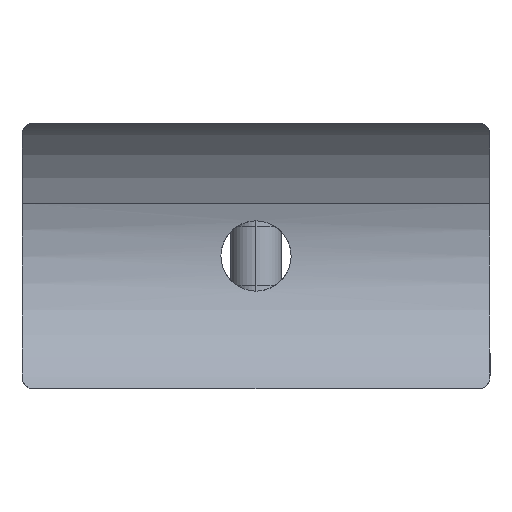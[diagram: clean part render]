
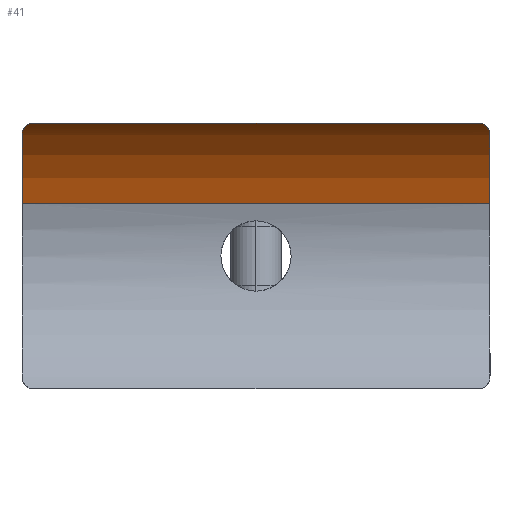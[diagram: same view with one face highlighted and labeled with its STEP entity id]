
A CAD part, left-side view. The second image highlights one B-rep face of the part: STEP entity #41.
In plain terms, the highlighted cylindrical face has radius 21.2 mm (diameter 42.4 mm), a partial arc.
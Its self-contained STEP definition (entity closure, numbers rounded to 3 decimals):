
#36 = EDGE_LOOP ( 'NONE', ( #3406, #1365, #3536, #640, #2226, #1760 ) ) ;
#41 = ADVANCED_FACE ( 'NONE', ( #1828 ), #2105, .F. ) ;
#63 = B_SPLINE_CURVE_WITH_KNOTS ( 'NONE', 3,
 ( #2937, #1266, #1248, #1788, #401, #2102, #1552, #2366, #2402, #1286, #101, #1825 ),
 .UNSPECIFIED., .F., .F.,
 ( 4, 2, 2, 2, 2, 4 ),
 ( 0., 0., 0.001, 0.001, 0.002, 0.003 ),
 .UNSPECIFIED. ) ;
#101 = CARTESIAN_POINT ( 'NONE',  ( -61.941, 30., 15.69 ) ) ;
#274 = CARTESIAN_POINT ( 'NONE',  ( -61.777, -30., 15.538 ) ) ;
#326 = CARTESIAN_POINT ( 'NONE',  ( -63.335, -29.247, 16.851 ) ) ;
#347 = CARTESIAN_POINT ( 'NONE',  ( -62.105, -29.978, 15.838 ) ) ;
#401 = CARTESIAN_POINT ( 'NONE',  ( -63.273, 29.323, 16.803 ) ) ;
#405 = LINE ( 'NONE', #2965, #3067 ) ;
#406 = CARTESIAN_POINT ( 'NONE',  ( -61.941, -30., 15.69 ) ) ;
#470 = DIRECTION ( 'NONE',  ( -1., 0., 0. ) ) ;
#635 = VERTEX_POINT ( 'NONE', #274 ) ;
#640 = ORIENTED_EDGE ( 'NONE', *, *, #1564, .T. ) ;
#706 = CARTESIAN_POINT ( 'NONE',  ( -63.534, -39., 17. ) ) ;
#727 = AXIS2_PLACEMENT_3D ( 'NONE', #1036, #2489, #470 ) ;
#768 = CARTESIAN_POINT ( 'NONE',  ( -63.534, 28.874, 17. ) ) ;
#810 = CARTESIAN_POINT ( 'NONE',  ( -76.2, 30., 0. ) ) ;
#900 = CARTESIAN_POINT ( 'NONE',  ( -63.534, -28.874, 17. ) ) ;
#1034 = CIRCLE ( 'NONE', #2458, 21.2 ) ;
#1036 = CARTESIAN_POINT ( 'NONE',  ( -76.2, -30., 0. ) ) ;
#1049 = EDGE_CURVE ( 'NONE', #2939, #2208, #405, .T. ) ;
#1248 = CARTESIAN_POINT ( 'NONE',  ( -63.449, 29.071, 16.937 ) ) ;
#1249 = CARTESIAN_POINT ( 'NONE',  ( -76.2, -39., 0. ) ) ;
#1266 = CARTESIAN_POINT ( 'NONE',  ( -63.497, 28.978, 16.973 ) ) ;
#1286 = CARTESIAN_POINT ( 'NONE',  ( -62.108, 29.977, 15.84 ) ) ;
#1363 = DIRECTION ( 'NONE',  ( 0., -1., 0. ) ) ;
#1365 = ORIENTED_EDGE ( 'NONE', *, *, #2487, .T. ) ;
#1477 = CARTESIAN_POINT ( 'NONE',  ( -63.449, -29.073, 16.937 ) ) ;
#1518 = AXIS2_PLACEMENT_3D ( 'NONE', #1249, #3611, #1809 ) ;
#1519 = DIRECTION ( 'NONE',  ( 0., -1., 0. ) ) ;
#1552 = CARTESIAN_POINT ( 'NONE',  ( -62.915, 29.648, 16.522 ) ) ;
#1556 = CARTESIAN_POINT ( 'NONE',  ( -63.067, -29.537, 16.643 ) ) ;
#1564 = EDGE_CURVE ( 'NONE', #2112, #3199, #63, .T. ) ;
#1760 = ORIENTED_EDGE ( 'NONE', *, *, #1049, .T. ) ;
#1788 = CARTESIAN_POINT ( 'NONE',  ( -63.337, 29.244, 16.852 ) ) ;
#1809 = DIRECTION ( 'NONE',  ( 0., 0., 1. ) ) ;
#1825 = CARTESIAN_POINT ( 'NONE',  ( -61.777, 30., 15.538 ) ) ;
#1828 = FACE_OUTER_BOUND ( 'NONE', #36, .T. ) ;
#1908 = B_SPLINE_CURVE_WITH_KNOTS ( 'NONE', 3,
 ( #3211, #406, #347, #2054, #3524, #3231, #1556, #2033, #326, #1477, #2312, #900 ),
 .UNSPECIFIED., .F., .F.,
 ( 4, 2, 2, 2, 2, 4 ),
 ( 0., 0.001, 0.001, 0.002, 0.002, 0.003 ),
 .UNSPECIFIED. ) ;
#1981 = CIRCLE ( 'NONE', #727, 21.2 ) ;
#1987 = CARTESIAN_POINT ( 'NONE',  ( -56.103, -30., 6.75 ) ) ;
#2033 = CARTESIAN_POINT ( 'NONE',  ( -63.272, -29.324, 16.802 ) ) ;
#2054 = CARTESIAN_POINT ( 'NONE',  ( -62.432, -29.891, 16.123 ) ) ;
#2094 = VECTOR ( 'NONE', #2742, 1000. ) ;
#2102 = CARTESIAN_POINT ( 'NONE',  ( -63.068, 29.535, 16.644 ) ) ;
#2105 = CYLINDRICAL_SURFACE ( 'NONE', #1518, 21.2 ) ;
#2112 = VERTEX_POINT ( 'NONE', #768 ) ;
#2205 = CARTESIAN_POINT ( 'NONE',  ( -56.103, 30., 6.75 ) ) ;
#2208 = VERTEX_POINT ( 'NONE', #1987 ) ;
#2226 = ORIENTED_EDGE ( 'NONE', *, *, #3352, .F. ) ;
#2312 = CARTESIAN_POINT ( 'NONE',  ( -63.497, -28.977, 16.973 ) ) ;
#2366 = CARTESIAN_POINT ( 'NONE',  ( -62.599, 29.825, 16.263 ) ) ;
#2402 = CARTESIAN_POINT ( 'NONE',  ( -62.437, 29.889, 16.126 ) ) ;
#2458 = AXIS2_PLACEMENT_3D ( 'NONE', #810, #1363, #3587 ) ;
#2487 = EDGE_CURVE ( 'NONE', #635, #2653, #1908, .T. ) ;
#2489 = DIRECTION ( 'NONE',  ( 0., 1., 0. ) ) ;
#2513 = CARTESIAN_POINT ( 'NONE',  ( -63.534, -28.874, 17. ) ) ;
#2609 = EDGE_CURVE ( 'NONE', #2653, #2112, #3029, .T. ) ;
#2653 = VERTEX_POINT ( 'NONE', #2513 ) ;
#2742 = DIRECTION ( 'NONE',  ( 0., 1., 0. ) ) ;
#2937 = CARTESIAN_POINT ( 'NONE',  ( -63.534, 28.874, 17. ) ) ;
#2939 = VERTEX_POINT ( 'NONE', #2205 ) ;
#2952 = EDGE_CURVE ( 'NONE', #635, #2208, #1981, .T. ) ;
#2965 = CARTESIAN_POINT ( 'NONE',  ( -56.103, -39., 6.75 ) ) ;
#3029 = LINE ( 'NONE', #706, #2094 ) ;
#3067 = VECTOR ( 'NONE', #1519, 1000. ) ;
#3199 = VERTEX_POINT ( 'NONE', #3259 ) ;
#3211 = CARTESIAN_POINT ( 'NONE',  ( -61.777, -30., 15.538 ) ) ;
#3231 = CARTESIAN_POINT ( 'NONE',  ( -62.914, -29.649, 16.521 ) ) ;
#3259 = CARTESIAN_POINT ( 'NONE',  ( -61.777, 30., 15.538 ) ) ;
#3352 = EDGE_CURVE ( 'NONE', #2939, #3199, #1034, .T. ) ;
#3406 = ORIENTED_EDGE ( 'NONE', *, *, #2952, .F. ) ;
#3524 = CARTESIAN_POINT ( 'NONE',  ( -62.597, -29.825, 16.262 ) ) ;
#3536 = ORIENTED_EDGE ( 'NONE', *, *, #2609, .T. ) ;
#3587 = DIRECTION ( 'NONE',  ( 1., 0., 0. ) ) ;
#3611 = DIRECTION ( 'NONE',  ( 0., 1., 0. ) ) ;
